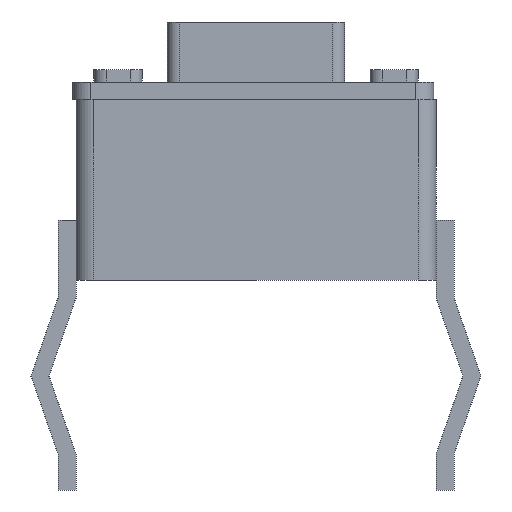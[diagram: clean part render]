
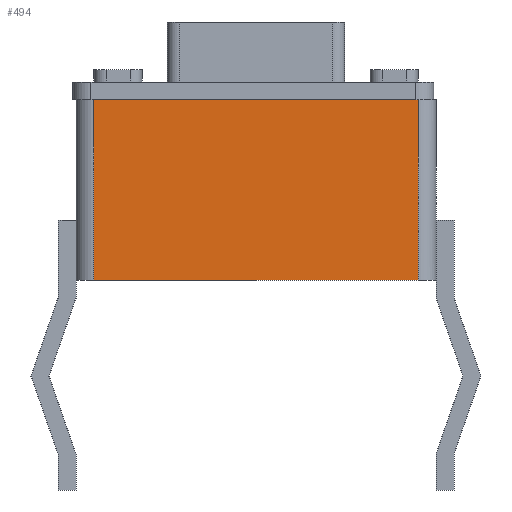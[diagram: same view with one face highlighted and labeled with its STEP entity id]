
A CAD part, front view. The second image highlights one B-rep face of the part: STEP entity #494.
In plain terms, the highlighted planar face has unit normal (0, -1, 0).
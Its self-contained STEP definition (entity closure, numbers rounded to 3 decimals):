
#147 = VERTEX_POINT('',#148);
#148 = CARTESIAN_POINT('',(0.3,0.,0.));
#155 = EDGE_CURVE('',#147,#156,#158,.T.);
#156 = VERTEX_POINT('',#157);
#157 = CARTESIAN_POINT('',(5.7,0.,0.));
#158 = LINE('',#159,#160);
#159 = CARTESIAN_POINT('',(0.,0.,0.));
#160 = VECTOR('',#161,1.);
#161 = DIRECTION('',(1.,0.,0.));
#370 = VERTEX_POINT('',#371);
#371 = CARTESIAN_POINT('',(5.7,0.,3.));
#378 = EDGE_CURVE('',#379,#370,#381,.T.);
#379 = VERTEX_POINT('',#380);
#380 = CARTESIAN_POINT('',(0.3,0.,3.));
#381 = LINE('',#382,#383);
#382 = CARTESIAN_POINT('',(0.,0.,3.));
#383 = VECTOR('',#384,1.);
#384 = DIRECTION('',(1.,0.,0.));
#450 = EDGE_CURVE('',#147,#379,#451,.T.);
#451 = LINE('',#452,#453);
#452 = CARTESIAN_POINT('',(0.3,0.,0.));
#453 = VECTOR('',#454,1.);
#454 = DIRECTION('',(0.,0.,1.));
#494 = ADVANCED_FACE('',(#495),#506,.F.);
#495 = FACE_BOUND('',#496,.F.);
#496 = EDGE_LOOP('',(#497,#498,#499,#505));
#497 = ORIENTED_EDGE('',*,*,#450,.T.);
#498 = ORIENTED_EDGE('',*,*,#378,.T.);
#499 = ORIENTED_EDGE('',*,*,#500,.F.);
#500 = EDGE_CURVE('',#156,#370,#501,.T.);
#501 = LINE('',#502,#503);
#502 = CARTESIAN_POINT('',(5.7,0.,0.));
#503 = VECTOR('',#504,1.);
#504 = DIRECTION('',(0.,0.,1.));
#505 = ORIENTED_EDGE('',*,*,#155,.F.);
#506 = PLANE('',#507);
#507 = AXIS2_PLACEMENT_3D('',#508,#509,#510);
#508 = CARTESIAN_POINT('',(0.3,0.,0.));
#509 = DIRECTION('',(0.,1.,0.));
#510 = DIRECTION('',(1.,0.,0.));
